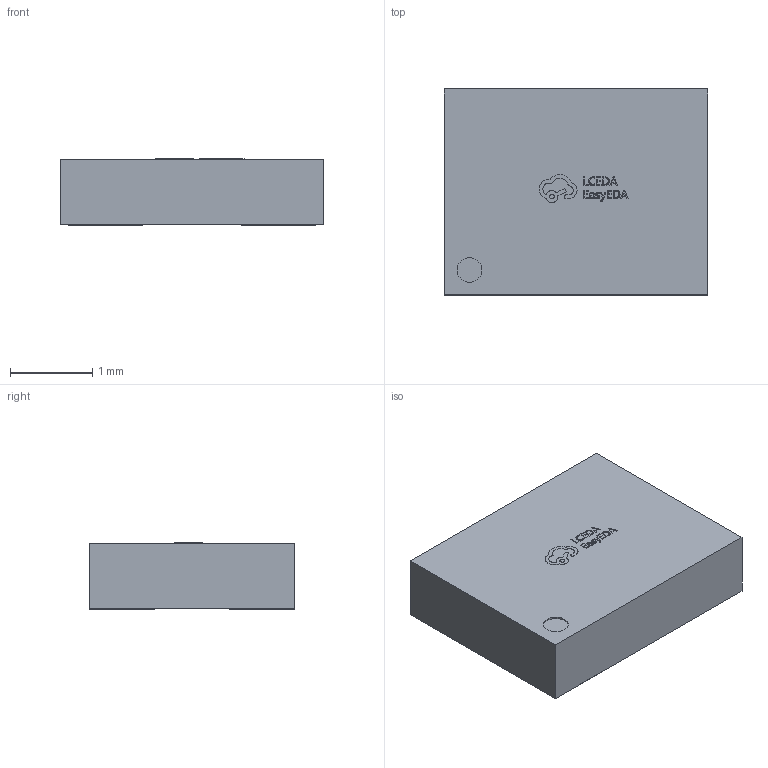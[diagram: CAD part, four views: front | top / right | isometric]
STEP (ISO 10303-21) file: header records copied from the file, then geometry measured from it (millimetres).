
FILE_DESCRIPTION (( 'STEP AP214' ), '1' );
FILE_NAME ('OSC-SMD_4P-L3.2-W2.5-BL_ABRACON_ASEMB.step', '2022-07-07T03:20:20', ( '' ), ( '' ), 'SwSTEP 2.0', 'SolidWorks 2020', '' );
FILE_SCHEMA (( 'AUTOMOTIVE_DESIGN' ));
Length unit declared in the file: millimetre
Products named in the file (1): OSC-SMD_4P-L3.2-W2.5-BL_ABRACON_ASEMB
Bounding box: 3.2 x 2.5 x 0.8 mm (x, y, z)
Volume: 6.4 mm3; surface area: 25.2 mm2
Topology: 1 solids, 1 shells, 313 faces, 840 edges, 560 vertices
Faces by surface type: plane 199, bspline 112, cylinder 2
Entity records: 13729 total; most frequent: CARTESIAN_POINT 3818, ORIENTED_EDGE 1680, DIRECTION 1020, EDGE_CURVE 840, LINE 608, VECTOR 608, VERTEX_POINT 560, EDGE_LOOP 344
